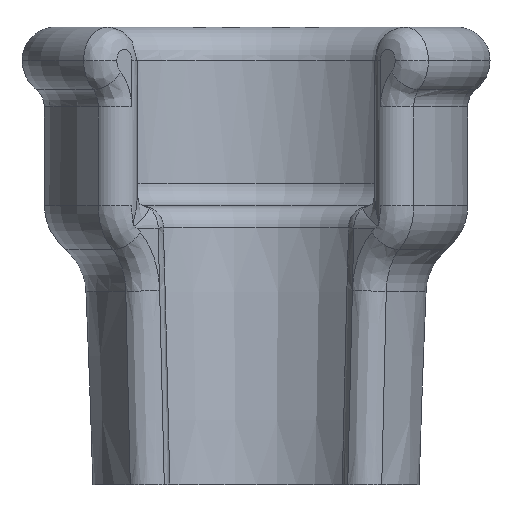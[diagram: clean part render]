
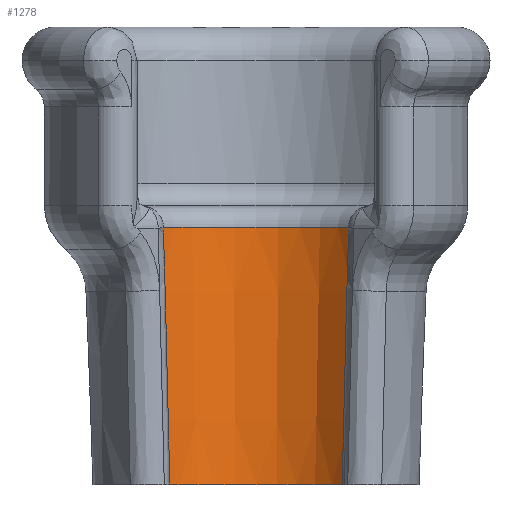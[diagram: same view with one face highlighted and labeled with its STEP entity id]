
A CAD part, front view. The second image highlights one B-rep face of the part: STEP entity #1278.
In plain terms, the highlighted conical face has half-angle 2.045 degrees and reference radius 10.607 mm.
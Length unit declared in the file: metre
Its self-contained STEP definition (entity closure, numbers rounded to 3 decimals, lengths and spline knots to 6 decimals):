
#42=CONICAL_SURFACE('',#1390,0.010607,0.036);
#107=CIRCLE('',#1391,0.011431);
#108=CIRCLE('',#1392,0.010607);
#304=ORIENTED_EDGE('',*,*,#708,.T.);
#305=ORIENTED_EDGE('',*,*,#709,.T.);
#306=ORIENTED_EDGE('',*,*,#710,.T.);
#307=ORIENTED_EDGE('',*,*,#711,.T.);
#708=EDGE_CURVE('',#906,#907,#107,.F.);
#709=EDGE_CURVE('',#907,#908,#1014,.T.);
#710=EDGE_CURVE('',#908,#909,#108,.T.);
#711=EDGE_CURVE('',#909,#906,#1015,.T.);
#906=VERTEX_POINT('',#2035);
#907=VERTEX_POINT('',#2036);
#908=VERTEX_POINT('',#2041);
#909=VERTEX_POINT('',#2043);
#1014=B_SPLINE_CURVE_WITH_KNOTS('',3,(#2037,#2038,#2039,#2040),
 .UNSPECIFIED.,.F.,.F.,(4,4),(0.,0.023086),.UNSPECIFIED.);
#1015=B_SPLINE_CURVE_WITH_KNOTS('',3,(#2044,#2045,#2046,#2047),
 .UNSPECIFIED.,.F.,.F.,(4,4),(0.,0.023086),.UNSPECIFIED.);
#1084=EDGE_LOOP('',(#304,#305,#306,#307));
#1172=FACE_BOUND('',#1084,.T.);
#1278=ADVANCED_FACE('',(#1172),#42,.F.);
#1390=AXIS2_PLACEMENT_3D('',#2033,#1555,#1556);
#1391=AXIS2_PLACEMENT_3D('',#2034,#1557,#1558);
#1392=AXIS2_PLACEMENT_3D('',#2042,#1559,#1560);
#1555=DIRECTION('',(0.,0.,1.));
#1556=DIRECTION('',(1.,0.,0.));
#1557=DIRECTION('',(0.,0.,-1.));
#1558=DIRECTION('',(-1.,0.,0.));
#1559=DIRECTION('',(0.,0.,-1.));
#1560=DIRECTION('',(-1.,0.,0.));
#2033=CARTESIAN_POINT('',(0.,0.,0.));
#2034=CARTESIAN_POINT('',(0.,0.,0.023071));
#2035=CARTESIAN_POINT('',(0.008739,-0.007369,0.023071));
#2036=CARTESIAN_POINT('',(-0.008739,-0.007369,0.023071));
#2037=CARTESIAN_POINT('',(-0.008739,-0.007369,0.023071));
#2038=CARTESIAN_POINT('',(-0.008551,-0.007165,0.015381));
#2039=CARTESIAN_POINT('',(-0.008364,-0.006961,0.00769));
#2040=CARTESIAN_POINT('',(-0.008176,-0.006758,0.));
#2041=CARTESIAN_POINT('',(-0.008176,-0.006758,0.));
#2042=CARTESIAN_POINT('',(0.,0.,0.));
#2043=CARTESIAN_POINT('',(0.008176,-0.006758,0.));
#2044=CARTESIAN_POINT('',(0.008176,-0.006758,0.));
#2045=CARTESIAN_POINT('',(0.008364,-0.006961,0.00769));
#2046=CARTESIAN_POINT('',(0.008551,-0.007165,0.015381));
#2047=CARTESIAN_POINT('',(0.008739,-0.007369,0.023071));
